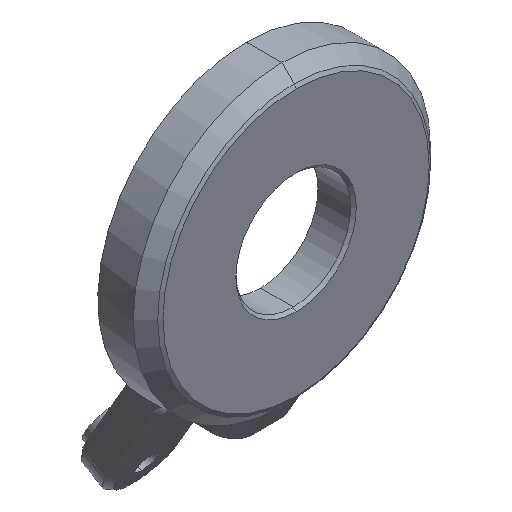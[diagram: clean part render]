
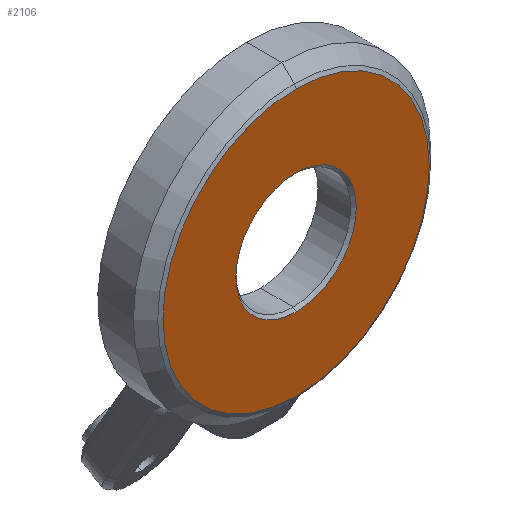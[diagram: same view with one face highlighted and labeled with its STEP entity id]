
A CAD part, isometric view. The second image highlights one B-rep face of the part: STEP entity #2106.
In plain terms, the highlighted planar face has unit normal (0, -1, 0).
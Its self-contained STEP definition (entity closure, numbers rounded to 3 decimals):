
#107 = AXIS2_PLACEMENT_3D ( 'NONE', #1774, #1099, #259 ) ;
#144 = CARTESIAN_POINT ( 'NONE',  ( 0., -51.056, -8.1 ) ) ;
#183 = FACE_BOUND ( 'NONE', #2068, .T. ) ;
#188 = DIRECTION ( 'NONE',  ( 0., 0., 1. ) ) ;
#207 = CARTESIAN_POINT ( 'NONE',  ( 0., -51.056, 18.8 ) ) ;
#259 = DIRECTION ( 'NONE',  ( 0., 0., 1. ) ) ;
#337 = CIRCLE ( 'NONE', #1113, 8.5 ) ;
#354 = CARTESIAN_POINT ( 'NONE',  ( 0., -51.056, 0. ) ) ;
#371 = CARTESIAN_POINT ( 'NONE',  ( 0., -51.056, 8.5 ) ) ;
#385 = AXIS2_PLACEMENT_3D ( 'NONE', #354, #1549, #188 ) ;
#490 = CARTESIAN_POINT ( 'NONE',  ( 0., -51.056, 0. ) ) ;
#499 = DIRECTION ( 'NONE',  ( 0., 0., 1. ) ) ;
#653 = DIRECTION ( 'NONE',  ( 0., 0., 1. ) ) ;
#680 = VERTEX_POINT ( 'NONE', #701 ) ;
#698 = AXIS2_PLACEMENT_3D ( 'NONE', #490, #2181, #653 ) ;
#701 = CARTESIAN_POINT ( 'NONE',  ( 0., -51.056, -18.8 ) ) ;
#896 = VERTEX_POINT ( 'NONE', #1777 ) ;
#897 = EDGE_CURVE ( 'NONE', #1792, #896, #337, .T. ) ;
#1007 = CIRCLE ( 'NONE', #385, 18.8 ) ;
#1017 = AXIS2_PLACEMENT_3D ( 'NONE', #144, #2017, #499 ) ;
#1057 = DIRECTION ( 'NONE',  ( 0., 1., 0. ) ) ;
#1089 = CIRCLE ( 'NONE', #698, 18.8 ) ;
#1099 = DIRECTION ( 'NONE',  ( 0., 1., 0. ) ) ;
#1113 = AXIS2_PLACEMENT_3D ( 'NONE', #1929, #1057, #1266 ) ;
#1115 = EDGE_CURVE ( 'NONE', #1686, #680, #1007, .T. ) ;
#1131 = EDGE_LOOP ( 'NONE', ( #1703, #1783 ) ) ;
#1246 = EDGE_CURVE ( 'NONE', #896, #1792, #2008, .T. ) ;
#1266 = DIRECTION ( 'NONE',  ( 0., 0., 1. ) ) ;
#1497 = FACE_OUTER_BOUND ( 'NONE', #1131, .T. ) ;
#1501 = ORIENTED_EDGE ( 'NONE', *, *, #897, .T. ) ;
#1549 = DIRECTION ( 'NONE',  ( 0., -1., 0. ) ) ;
#1686 = VERTEX_POINT ( 'NONE', #207 ) ;
#1703 = ORIENTED_EDGE ( 'NONE', *, *, #1115, .T. ) ;
#1774 = CARTESIAN_POINT ( 'NONE',  ( 0., -51.056, 0. ) ) ;
#1777 = CARTESIAN_POINT ( 'NONE',  ( 0., -51.056, -8.5 ) ) ;
#1783 = ORIENTED_EDGE ( 'NONE', *, *, #2048, .T. ) ;
#1792 = VERTEX_POINT ( 'NONE', #371 ) ;
#1822 = ORIENTED_EDGE ( 'NONE', *, *, #1246, .T. ) ;
#1929 = CARTESIAN_POINT ( 'NONE',  ( 0., -51.056, 0. ) ) ;
#2008 = CIRCLE ( 'NONE', #107, 8.5 ) ;
#2017 = DIRECTION ( 'NONE',  ( 0., 1., 0. ) ) ;
#2048 = EDGE_CURVE ( 'NONE', #680, #1686, #1089, .T. ) ;
#2068 = EDGE_LOOP ( 'NONE', ( #1822, #1501 ) ) ;
#2106 = ADVANCED_FACE ( 'NONE', ( #183, #1497 ), #2173, .F. ) ;
#2173 = PLANE ( 'NONE',  #1017 ) ;
#2181 = DIRECTION ( 'NONE',  ( 0., -1., 0. ) ) ;
